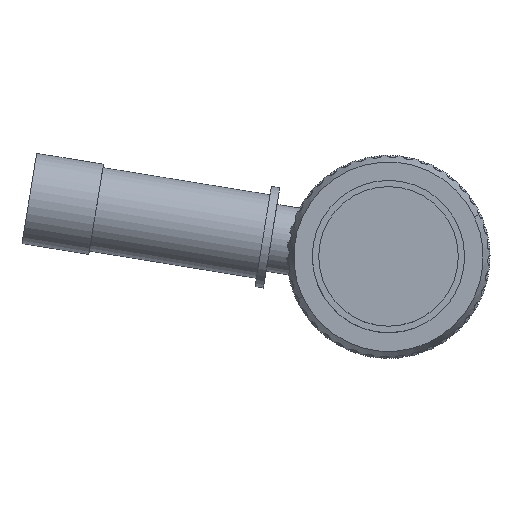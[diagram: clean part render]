
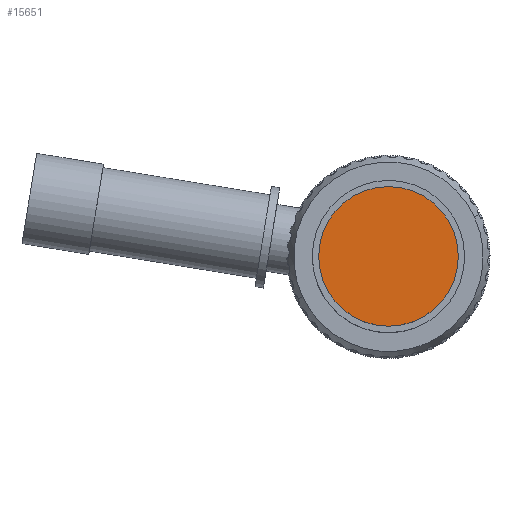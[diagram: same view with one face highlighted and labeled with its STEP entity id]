
A CAD part, top view. The second image highlights one B-rep face of the part: STEP entity #15651.
In plain terms, the highlighted planar face has unit normal (0, 0, 1).
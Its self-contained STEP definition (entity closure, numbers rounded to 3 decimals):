
#380 = EDGE_CURVE ( 'NONE', #8035, #9760, #7248, .T. ) ;
#2849 = DIRECTION ( 'NONE',  ( 0., 0., 1. ) ) ;
#3475 = AXIS2_PLACEMENT_3D ( 'NONE', #16546, #10085, #6440 ) ;
#6440 = DIRECTION ( 'NONE',  ( 1., 0., 0. ) ) ;
#7248 = CIRCLE ( 'NONE', #3475, 20.625 ) ;
#8035 = VERTEX_POINT ( 'NONE', #13615 ) ;
#8216 = PLANE ( 'NONE',  #10758 ) ;
#9760 = VERTEX_POINT ( 'NONE', #16327 ) ;
#10085 = DIRECTION ( 'NONE',  ( 0., 0., 1. ) ) ;
#10656 = ORIENTED_EDGE ( 'NONE', *, *, #13470, .T. ) ;
#10758 = AXIS2_PLACEMENT_3D ( 'NONE', #21151, #2849, #11128 ) ;
#10788 = DIRECTION ( 'NONE',  ( 1., 0., 0. ) ) ;
#11128 = DIRECTION ( 'NONE',  ( 1., 0., 0. ) ) ;
#13046 = FACE_OUTER_BOUND ( 'NONE', #20554, .T. ) ;
#13470 = EDGE_CURVE ( 'NONE', #9760, #8035, #14871, .T. ) ;
#13615 = CARTESIAN_POINT ( 'NONE',  ( 5.82, 2.411, 0. ) ) ;
#14871 = CIRCLE ( 'NONE', #16610, 20.625 ) ;
#15406 = DIRECTION ( 'NONE',  ( 0., 0., 1. ) ) ;
#15651 = ADVANCED_FACE ( 'NONE', ( #13046 ), #8216, .T. ) ;
#16327 = CARTESIAN_POINT ( 'NONE',  ( -35.43, 2.411, 0. ) ) ;
#16546 = CARTESIAN_POINT ( 'NONE',  ( -14.805, 2.411, 0. ) ) ;
#16610 = AXIS2_PLACEMENT_3D ( 'NONE', #20598, #15406, #10788 ) ;
#18528 = ORIENTED_EDGE ( 'NONE', *, *, #380, .T. ) ;
#20554 = EDGE_LOOP ( 'NONE', ( #10656, #18528 ) ) ;
#20598 = CARTESIAN_POINT ( 'NONE',  ( -14.805, 2.411, 0. ) ) ;
#21151 = CARTESIAN_POINT ( 'NONE',  ( -14.805, 2.411, 0. ) ) ;
